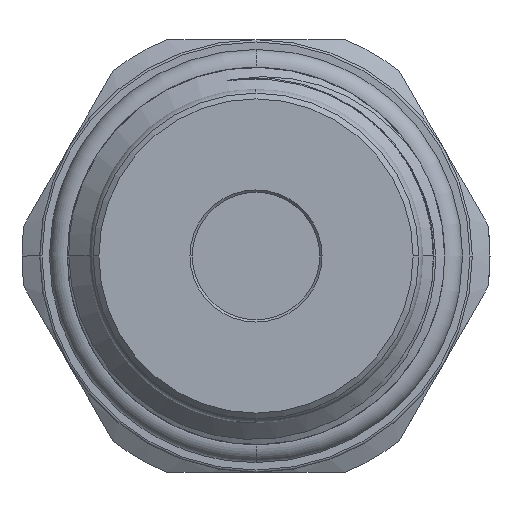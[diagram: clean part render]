
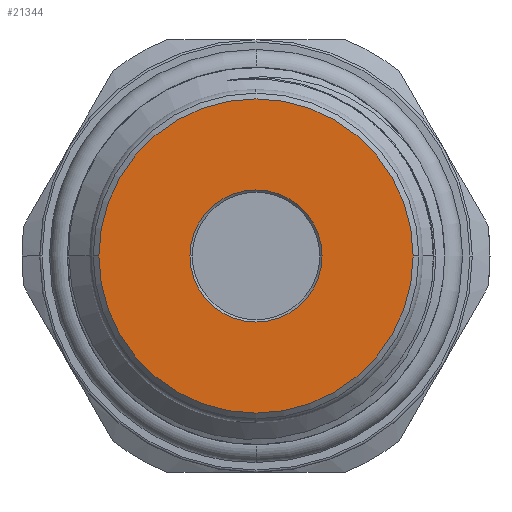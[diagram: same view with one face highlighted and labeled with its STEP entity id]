
A CAD part, left-side view. The second image highlights one B-rep face of the part: STEP entity #21344.
In plain terms, the highlighted planar face has unit normal (-1, 0, 0).
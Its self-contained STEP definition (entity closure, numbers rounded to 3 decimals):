
#173 = CARTESIAN_POINT ( 'NONE',  ( -42.75, 5.8, 0. ) ) ;
#1535 = EDGE_CURVE ( 'NONE', #12619, #19981, #10384, .T. ) ;
#1594 = FACE_BOUND ( 'NONE', #25158, .T. ) ;
#1812 = ORIENTED_EDGE ( 'NONE', *, *, #3178, .T. ) ;
#3178 = EDGE_CURVE ( 'NONE', #19871, #18874, #21097, .T. ) ;
#3425 = AXIS2_PLACEMENT_3D ( 'NONE', #35507, #4455, #29514 ) ;
#4455 = DIRECTION ( 'NONE',  ( -1., 0., 0. ) ) ;
#6261 = ORIENTED_EDGE ( 'NONE', *, *, #1535, .T. ) ;
#7822 = CARTESIAN_POINT ( 'NONE',  ( -42.75, 0., 0. ) ) ;
#8075 = DIRECTION ( 'NONE',  ( 1., 0., 0. ) ) ;
#10384 = CIRCLE ( 'NONE', #3425, 13.8 ) ;
#12619 = VERTEX_POINT ( 'NONE', #30356 ) ;
#14565 = DIRECTION ( 'NONE',  ( 0., -1., 0. ) ) ;
#15132 = CARTESIAN_POINT ( 'NONE',  ( -42.75, -5.8, 0. ) ) ;
#17174 = DIRECTION ( 'NONE',  ( 1., 0., 0. ) ) ;
#17379 = FACE_OUTER_BOUND ( 'NONE', #35087, .T. ) ;
#18687 = EDGE_CURVE ( 'NONE', #18874, #19871, #37127, .T. ) ;
#18874 = VERTEX_POINT ( 'NONE', #15132 ) ;
#19013 = AXIS2_PLACEMENT_3D ( 'NONE', #22662, #38665, #14565 ) ;
#19871 = VERTEX_POINT ( 'NONE', #173 ) ;
#19981 = VERTEX_POINT ( 'NONE', #28203 ) ;
#20150 = DIRECTION ( 'NONE',  ( -1., 0., 0. ) ) ;
#20554 = DIRECTION ( 'NONE',  ( 0., -1., 0. ) ) ;
#20669 = CIRCLE ( 'NONE', #26511, 13.8 ) ;
#21097 = CIRCLE ( 'NONE', #24253, 5.8 ) ;
#21344 = ADVANCED_FACE ( 'NONE', ( #1594, #17379 ), #35984, .T. ) ;
#22662 = CARTESIAN_POINT ( 'NONE',  ( -42.75, 0., 0. ) ) ;
#24041 = DIRECTION ( 'NONE',  ( 0., -1., 0. ) ) ;
#24253 = AXIS2_PLACEMENT_3D ( 'NONE', #26432, #8075, #24041 ) ;
#24990 = EDGE_CURVE ( 'NONE', #19981, #12619, #20669, .T. ) ;
#25158 = EDGE_LOOP ( 'NONE', ( #28876, #1812 ) ) ;
#26432 = CARTESIAN_POINT ( 'NONE',  ( -42.75, 0., 0. ) ) ;
#26511 = AXIS2_PLACEMENT_3D ( 'NONE', #7822, #20150, #20554 ) ;
#26693 = CARTESIAN_POINT ( 'NONE',  ( -42.75, 0., 0. ) ) ;
#26860 = ORIENTED_EDGE ( 'NONE', *, *, #24990, .T. ) ;
#28203 = CARTESIAN_POINT ( 'NONE',  ( -42.75, 13.8, 0. ) ) ;
#28876 = ORIENTED_EDGE ( 'NONE', *, *, #18687, .T. ) ;
#29455 = AXIS2_PLACEMENT_3D ( 'NONE', #26693, #17174, #32573 ) ;
#29514 = DIRECTION ( 'NONE',  ( 0., -1., 0. ) ) ;
#30356 = CARTESIAN_POINT ( 'NONE',  ( -42.75, -13.8, 0. ) ) ;
#32573 = DIRECTION ( 'NONE',  ( 0., -1., 0. ) ) ;
#35087 = EDGE_LOOP ( 'NONE', ( #26860, #6261 ) ) ;
#35507 = CARTESIAN_POINT ( 'NONE',  ( -42.75, 0., 0. ) ) ;
#35984 = PLANE ( 'NONE',  #19013 ) ;
#37127 = CIRCLE ( 'NONE', #29455, 5.8 ) ;
#38665 = DIRECTION ( 'NONE',  ( -1., 0., 0. ) ) ;
